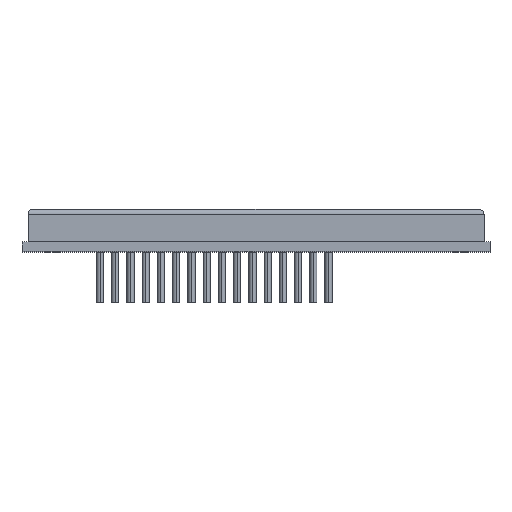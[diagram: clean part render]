
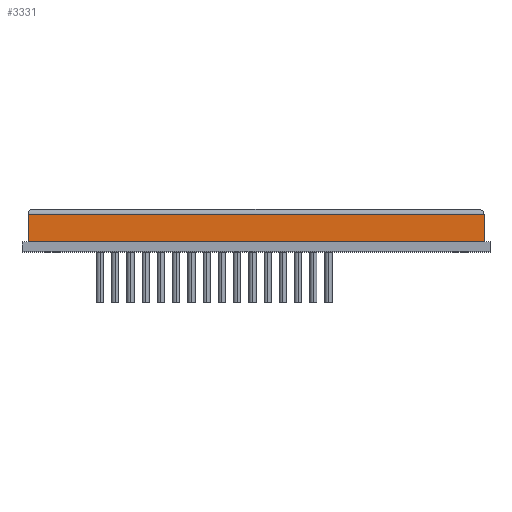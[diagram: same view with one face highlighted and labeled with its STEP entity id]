
A CAD part, top view. The second image highlights one B-rep face of the part: STEP entity #3331.
In plain terms, the highlighted planar face has unit normal (0, 0, 1).
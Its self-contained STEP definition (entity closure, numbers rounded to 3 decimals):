
#31 = VECTOR ( 'NONE', #45, 1000. ) ;
#32 = CARTESIAN_POINT ( 'NONE',  ( 1., 7., -6. ) ) ;
#33 = LINE ( 'NONE', #32, #31 ) ;
#35 = CARTESIAN_POINT ( 'NONE',  ( 1., 1.6, -6. ) ) ;
#44 = CARTESIAN_POINT ( 'NONE',  ( 1., 6.2, -6. ) ) ;
#45 = DIRECTION ( 'NONE',  ( 0., -1., 0. ) ) ;
#61 = LINE ( 'NONE', #35, #119 ) ;
#108 = CARTESIAN_POINT ( 'NONE',  ( 77., 1.6, -6. ) ) ;
#118 = DIRECTION ( 'NONE',  ( 1., 0., 0. ) ) ;
#119 = VECTOR ( 'NONE', #118, 1000. ) ;
#606 = CARTESIAN_POINT ( 'NONE',  ( 77., 6.2, -6. ) ) ;
#761 = DIRECTION ( 'NONE',  ( 0., -1., 0. ) ) ;
#762 = VECTOR ( 'NONE', #761, 1000. ) ;
#763 = CARTESIAN_POINT ( 'NONE',  ( 77., 7., -6. ) ) ;
#764 = LINE ( 'NONE', #763, #762 ) ;
#774 = CARTESIAN_POINT ( 'NONE',  ( 1., 6.2, -6. ) ) ;
#791 = DIRECTION ( 'NONE',  ( -1., 0., 0. ) ) ;
#880 = LINE ( 'NONE', #774, #881 ) ;
#881 = VECTOR ( 'NONE', #791, 1000. ) ;
#2495 = DIRECTION ( 'NONE',  ( -1., 0., 0. ) ) ;
#2496 = DIRECTION ( 'NONE',  ( 0., 0., -1. ) ) ;
#2497 = CARTESIAN_POINT ( 'NONE',  ( 1., 7., -6. ) ) ;
#2498 = AXIS2_PLACEMENT_3D ( 'NONE', #2497, #2496, #2495 ) ;
#2499 = PLANE ( 'NONE',  #2498 ) ;
#2626 = FACE_OUTER_BOUND ( 'NONE', #3332, .T. ) ;
#3255 = VERTEX_POINT ( 'NONE', #5689 ) ;
#3331 = ADVANCED_FACE ( 'NONE', ( #2626 ), #2499, .F. ) ;
#3332 = EDGE_LOOP ( 'NONE', ( #3333, #3663, #3458, #3660 ) ) ;
#3333 = ORIENTED_EDGE ( 'NONE', *, *, #3709, .F. ) ;
#3406 = EDGE_CURVE ( 'NONE', #3407, #3255, #33, .T. ) ;
#3407 = VERTEX_POINT ( 'NONE', #44 ) ;
#3419 = EDGE_CURVE ( 'NONE', #3255, #3447, #61, .T. ) ;
#3447 = VERTEX_POINT ( 'NONE', #108 ) ;
#3458 = ORIENTED_EDGE ( 'NONE', *, *, #3406, .T. ) ;
#3645 = VERTEX_POINT ( 'NONE', #606 ) ;
#3660 = ORIENTED_EDGE ( 'NONE', *, *, #3419, .T. ) ;
#3663 = ORIENTED_EDGE ( 'NONE', *, *, #3668, .T. ) ;
#3668 = EDGE_CURVE ( 'NONE', #3645, #3407, #880, .T. ) ;
#3709 = EDGE_CURVE ( 'NONE', #3645, #3447, #764, .T. ) ;
#5689 = CARTESIAN_POINT ( 'NONE',  ( 1., 1.6, -6. ) ) ;
